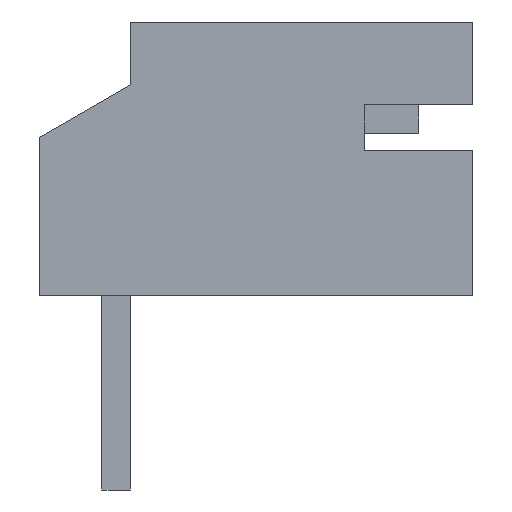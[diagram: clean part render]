
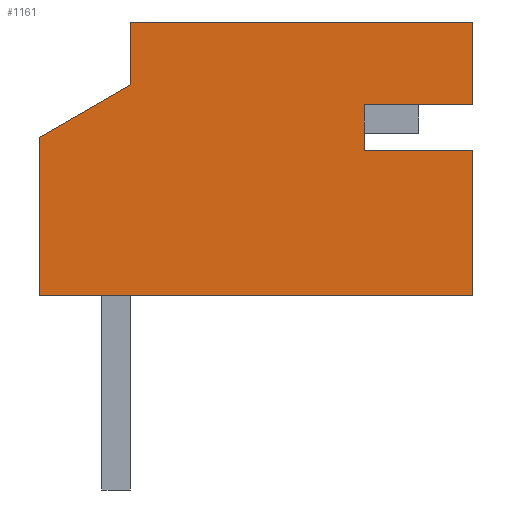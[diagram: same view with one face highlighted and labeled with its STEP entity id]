
A CAD part, left-side view. The second image highlights one B-rep face of the part: STEP entity #1161.
In plain terms, the highlighted planar face has unit normal (-1, 0, 0).
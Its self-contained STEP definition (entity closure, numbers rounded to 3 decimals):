
#375 = VERTEX_POINT('',#376);
#376 = CARTESIAN_POINT('',(-1.95,-0.3,4.85));
#382 = EDGE_CURVE('',#375,#383,#385,.T.);
#383 = VERTEX_POINT('',#384);
#384 = CARTESIAN_POINT('',(-1.95,-6.3,4.85));
#385 = LINE('',#386,#387);
#386 = CARTESIAN_POINT('',(-1.95,-6.3,4.85));
#387 = VECTOR('',#388,1.);
#388 = DIRECTION('',(0.,-1.,0.));
#1073 = VERTEX_POINT('',#1074);
#1074 = CARTESIAN_POINT('',(-1.95,-0.3,3.75));
#1080 = EDGE_CURVE('',#1073,#375,#1081,.T.);
#1081 = LINE('',#1082,#1083);
#1082 = CARTESIAN_POINT('',(-1.95,-0.3,4.85));
#1083 = VECTOR('',#1084,1.);
#1084 = DIRECTION('',(0.,0.,1.));
#1142 = EDGE_CURVE('',#383,#1143,#1145,.T.);
#1143 = VERTEX_POINT('',#1144);
#1144 = CARTESIAN_POINT('',(-1.95,-6.3,3.4));
#1145 = LINE('',#1146,#1147);
#1146 = CARTESIAN_POINT('',(-1.95,-6.3,4.85));
#1147 = VECTOR('',#1148,1.);
#1148 = DIRECTION('',(0.,0.,-1.));
#1161 = ADVANCED_FACE('',(#1162),#1221,.T.);
#1162 = FACE_BOUND('',#1163,.T.);
#1163 = EDGE_LOOP('',(#1164,#1174,#1182,#1188,#1189,#1190,#1191,#1199,
    #1207,#1215));
#1164 = ORIENTED_EDGE('',*,*,#1165,.T.);
#1165 = EDGE_CURVE('',#1166,#1168,#1170,.T.);
#1166 = VERTEX_POINT('',#1167);
#1167 = CARTESIAN_POINT('',(-1.95,-6.3,2.6));
#1168 = VERTEX_POINT('',#1169);
#1169 = CARTESIAN_POINT('',(-1.95,-4.4,2.6));
#1170 = LINE('',#1171,#1172);
#1171 = CARTESIAN_POINT('',(-1.95,-6.3,2.6));
#1172 = VECTOR('',#1173,1.);
#1173 = DIRECTION('',(0.,1.,0.));
#1174 = ORIENTED_EDGE('',*,*,#1175,.T.);
#1175 = EDGE_CURVE('',#1168,#1176,#1178,.T.);
#1176 = VERTEX_POINT('',#1177);
#1177 = CARTESIAN_POINT('',(-1.95,-4.4,3.4));
#1178 = LINE('',#1179,#1180);
#1179 = CARTESIAN_POINT('',(-1.95,-4.4,2.6));
#1180 = VECTOR('',#1181,1.);
#1181 = DIRECTION('',(0.,0.,1.));
#1182 = ORIENTED_EDGE('',*,*,#1183,.T.);
#1183 = EDGE_CURVE('',#1176,#1143,#1184,.T.);
#1184 = LINE('',#1185,#1186);
#1185 = CARTESIAN_POINT('',(-1.95,-6.3,3.4));
#1186 = VECTOR('',#1187,1.);
#1187 = DIRECTION('',(0.,-1.,0.));
#1188 = ORIENTED_EDGE('',*,*,#1142,.F.);
#1189 = ORIENTED_EDGE('',*,*,#382,.F.);
#1190 = ORIENTED_EDGE('',*,*,#1080,.F.);
#1191 = ORIENTED_EDGE('',*,*,#1192,.F.);
#1192 = EDGE_CURVE('',#1193,#1073,#1195,.T.);
#1193 = VERTEX_POINT('',#1194);
#1194 = CARTESIAN_POINT('',(-1.95,1.3,2.826));
#1195 = LINE('',#1196,#1197);
#1196 = CARTESIAN_POINT('',(-1.95,-0.3,3.75));
#1197 = VECTOR('',#1198,1.);
#1198 = DIRECTION('',(0.,-0.866,0.5));
#1199 = ORIENTED_EDGE('',*,*,#1200,.F.);
#1200 = EDGE_CURVE('',#1201,#1193,#1203,.T.);
#1201 = VERTEX_POINT('',#1202);
#1202 = CARTESIAN_POINT('',(-1.95,1.3,0.05));
#1203 = LINE('',#1204,#1205);
#1204 = CARTESIAN_POINT('',(-1.95,1.3,2.826));
#1205 = VECTOR('',#1206,1.);
#1206 = DIRECTION('',(0.,0.,1.));
#1207 = ORIENTED_EDGE('',*,*,#1208,.F.);
#1208 = EDGE_CURVE('',#1209,#1201,#1211,.T.);
#1209 = VERTEX_POINT('',#1210);
#1210 = CARTESIAN_POINT('',(-1.95,-6.3,0.05));
#1211 = LINE('',#1212,#1213);
#1212 = CARTESIAN_POINT('',(-1.95,-6.3,0.05));
#1213 = VECTOR('',#1214,1.);
#1214 = DIRECTION('',(0.,1.,0.));
#1215 = ORIENTED_EDGE('',*,*,#1216,.F.);
#1216 = EDGE_CURVE('',#1166,#1209,#1217,.T.);
#1217 = LINE('',#1218,#1219);
#1218 = CARTESIAN_POINT('',(-1.95,-6.3,4.85));
#1219 = VECTOR('',#1220,1.);
#1220 = DIRECTION('',(0.,0.,-1.));
#1221 = PLANE('',#1222);
#1222 = AXIS2_PLACEMENT_3D('',#1223,#1224,#1225);
#1223 = CARTESIAN_POINT('',(-1.95,-6.3,4.85));
#1224 = DIRECTION('',(-1.,0.,0.));
#1225 = DIRECTION('',(0.,0.,-1.));
